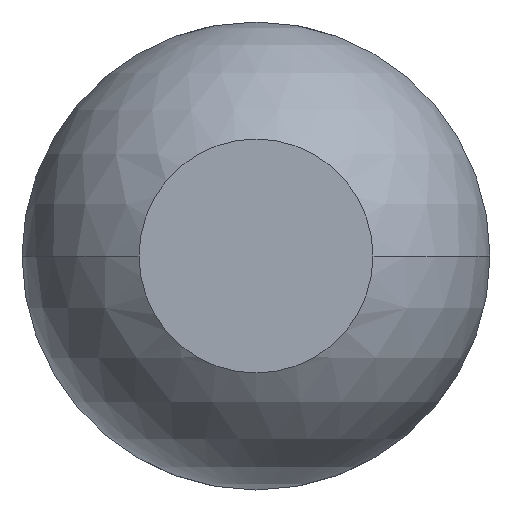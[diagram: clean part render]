
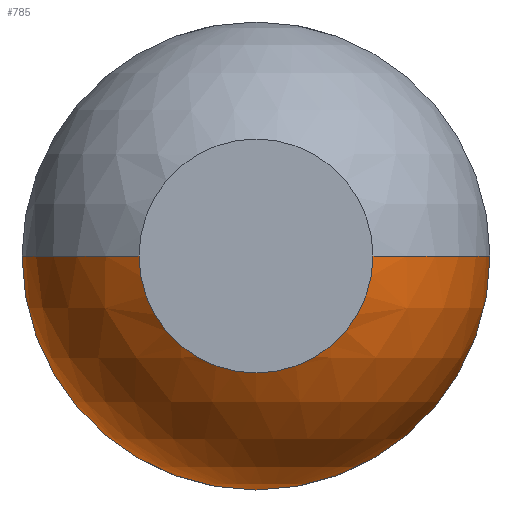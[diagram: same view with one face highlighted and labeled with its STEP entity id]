
A CAD part, front view. The second image highlights one B-rep face of the part: STEP entity #785.
In plain terms, the highlighted spherical face has radius 0.5 mm.
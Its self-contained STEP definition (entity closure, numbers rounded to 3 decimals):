
#2 = CARTESIAN_POINT ( 'NONE',  ( -0.25, -20., 0. ) ) ;
#12 = EDGE_CURVE ( 'Defeature ausgef�hrt4_2+Defeature ausgef�hrt4_0+Defeature ausgef�hrt4_0+Defeature ausgef�hrt4_0', #336, #20, #183, .T. ) ;
#20 = VERTEX_POINT ( 'NONE', #1352 ) ;
#72 = ORIENTED_EDGE ( 'NONE', *, *, #664, .T. ) ;
#121 = CARTESIAN_POINT ( 'NONE',  ( 0., -20., 0. ) ) ;
#183 = CIRCLE ( 'NONE', #1085, 0.5 ) ;
#248 = ORIENTED_EDGE ( 'NONE', *, *, #2316, .F. ) ;
#261 = CIRCLE ( 'NONE', #2694, 0.5 ) ;
#296 = EDGE_LOOP ( 'NONE', ( #72, #2257, #515, #1546, #3568, #248 ) ) ;
#336 = VERTEX_POINT ( 'NONE', #1739 ) ;
#399 = DIRECTION ( 'NONE',  ( 1., 0., 0. ) ) ;
#515 = ORIENTED_EDGE ( 'NONE', *, *, #2007, .T. ) ;
#517 = AXIS2_PLACEMENT_3D ( 'NONE', #2785, #559, #2481 ) ;
#547 = CARTESIAN_POINT ( 'NONE',  ( -0.5, -19.567, 0. ) ) ;
#558 = EDGE_CURVE ( 'Defeature ausgef�hrt4_2+Defeature ausgef�hrt4_0+Defeature ausgef�hrt4_0+Defeature ausgef�hrt4_0', #20, #1139, #742, .T. ) ;
#559 = DIRECTION ( 'NONE',  ( 0., 0., -1. ) ) ;
#664 = EDGE_CURVE ( 'Defeature ausgef�hrt4_0+Defeature ausgef�hrt4_7+Defeature ausgef�hrt4_7+Defeature ausgef�hrt4_7', #2431, #3042, #1430, .T. ) ;
#666 = DIRECTION ( 'NONE',  ( 0., 0., 1. ) ) ;
#691 = AXIS2_PLACEMENT_3D ( 'NONE', #997, #2676, #789 ) ;
#742 = CIRCLE ( 'NONE', #2067, 0.5 ) ;
#785 = ADVANCED_FACE ( 'Defeature ausgef�hrt4_0', ( #2944 ), #3062, .T. ) ;
#789 = DIRECTION ( 'NONE',  ( 1., 0., 0. ) ) ;
#807 = VERTEX_POINT ( 'NONE', #2 ) ;
#812 = DIRECTION ( 'NONE',  ( 0., 1., 0. ) ) ;
#925 = DIRECTION ( 'NONE',  ( 0., 1., 0. ) ) ;
#997 = CARTESIAN_POINT ( 'NONE',  ( 0., -19.567, 0. ) ) ;
#1085 = AXIS2_PLACEMENT_3D ( 'NONE', #1891, #812, #2738 ) ;
#1139 = VERTEX_POINT ( 'NONE', #547 ) ;
#1203 = DIRECTION ( 'NONE',  ( 0., 0., 1. ) ) ;
#1352 = CARTESIAN_POINT ( 'NONE',  ( 0., -19.567, -0.5 ) ) ;
#1430 = CIRCLE ( 'NONE', #3286, 0.25 ) ;
#1546 = ORIENTED_EDGE ( 'NONE', *, *, #558, .F. ) ;
#1561 = CIRCLE ( 'NONE', #2108, 0.25 ) ;
#1739 = CARTESIAN_POINT ( 'NONE',  ( 0.5, -19.567, 0. ) ) ;
#1891 = CARTESIAN_POINT ( 'NONE',  ( 0., -19.567, 0. ) ) ;
#1922 = CARTESIAN_POINT ( 'NONE',  ( 0., -20., -0.25 ) ) ;
#2007 = EDGE_CURVE ( 'NONE', #807, #1139, #3584, .T. ) ;
#2035 = CARTESIAN_POINT ( 'NONE',  ( 0., -19.567, 0. ) ) ;
#2036 = DIRECTION ( 'NONE',  ( 0., 0., 1. ) ) ;
#2067 = AXIS2_PLACEMENT_3D ( 'NONE', #2035, #2071, #666 ) ;
#2071 = DIRECTION ( 'NONE',  ( 0., 1., 0. ) ) ;
#2108 = AXIS2_PLACEMENT_3D ( 'NONE', #121, #925, #1203 ) ;
#2257 = ORIENTED_EDGE ( 'NONE', *, *, #2400, .T. ) ;
#2316 = EDGE_CURVE ( 'NONE', #2431, #336, #261, .T. ) ;
#2400 = EDGE_CURVE ( 'Defeature ausgef�hrt4_0+Defeature ausgef�hrt4_7+Defeature ausgef�hrt4_7+Defeature ausgef�hrt4_7', #3042, #807, #1561, .T. ) ;
#2431 = VERTEX_POINT ( 'NONE', #3464 ) ;
#2481 = DIRECTION ( 'NONE',  ( -1., 0., 0. ) ) ;
#2665 = DIRECTION ( 'NONE',  ( 0., 0., 1. ) ) ;
#2676 = DIRECTION ( 'NONE',  ( 0., 0., -1. ) ) ;
#2694 = AXIS2_PLACEMENT_3D ( 'NONE', #2862, #2036, #399 ) ;
#2738 = DIRECTION ( 'NONE',  ( 0., 0., 1. ) ) ;
#2785 = CARTESIAN_POINT ( 'NONE',  ( 0., -19.567, 0. ) ) ;
#2862 = CARTESIAN_POINT ( 'NONE',  ( 0., -19.567, 0. ) ) ;
#2944 = FACE_OUTER_BOUND ( 'NONE', #296, .T. ) ;
#3042 = VERTEX_POINT ( 'NONE', #1922 ) ;
#3062 = SPHERICAL_SURFACE ( 'NONE', #691, 0.5 ) ;
#3286 = AXIS2_PLACEMENT_3D ( 'NONE', #3513, #3492, #2665 ) ;
#3464 = CARTESIAN_POINT ( 'NONE',  ( 0.25, -20., 0. ) ) ;
#3492 = DIRECTION ( 'NONE',  ( 0., 1., 0. ) ) ;
#3513 = CARTESIAN_POINT ( 'NONE',  ( 0., -20., 0. ) ) ;
#3568 = ORIENTED_EDGE ( 'NONE', *, *, #12, .F. ) ;
#3584 = CIRCLE ( 'NONE', #517, 0.5 ) ;
